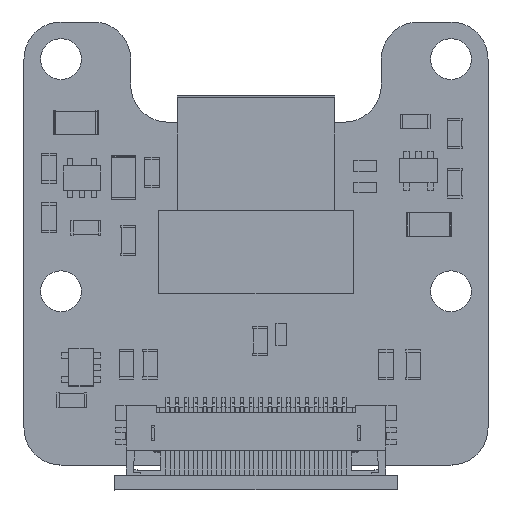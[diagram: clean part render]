
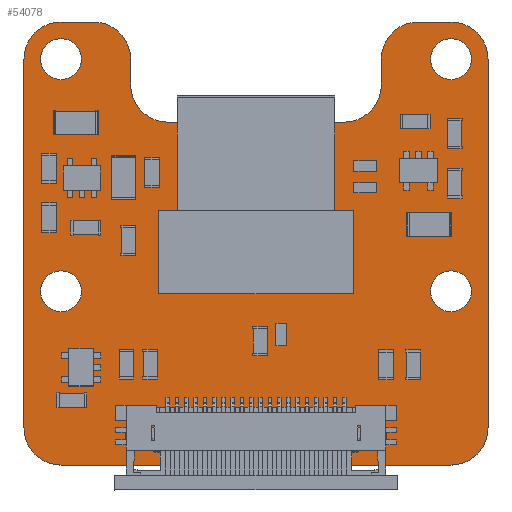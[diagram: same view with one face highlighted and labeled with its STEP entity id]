
A CAD part, top view. The second image highlights one B-rep face of the part: STEP entity #54078.
In plain terms, the highlighted planar face has unit normal (0, 0, 1).
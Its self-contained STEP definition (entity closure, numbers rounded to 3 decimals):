
#53405 = VERTEX_POINT('',#53406);
#53406 = CARTESIAN_POINT('',(-12.5,-9.931,0.));
#53412 = EDGE_CURVE('',#53405,#53413,#53415,.T.);
#53413 = VERTEX_POINT('',#53414);
#53414 = CARTESIAN_POINT('',(-10.5,-11.931,0.));
#53415 = CIRCLE('',#53416,2.001);
#53416 = AXIS2_PLACEMENT_3D('',#53417,#53418,#53419);
#53417 = CARTESIAN_POINT('',(-10.499,-9.93,0.));
#53418 = DIRECTION('',(0.,0.,1.));
#53419 = DIRECTION('',(-1.,0.,0.));
#53445 = EDGE_CURVE('',#53413,#53446,#53448,.T.);
#53446 = VERTEX_POINT('',#53447);
#53447 = CARTESIAN_POINT('',(10.5,-11.931,0.));
#53448 = LINE('',#53449,#53450);
#53449 = CARTESIAN_POINT('',(-10.5,-11.931,0.));
#53450 = VECTOR('',#53451,1.);
#53451 = DIRECTION('',(1.,0.,0.));
#53476 = EDGE_CURVE('',#53446,#53477,#53479,.T.);
#53477 = VERTEX_POINT('',#53478);
#53478 = CARTESIAN_POINT('',(12.5,-9.931,0.));
#53479 = CIRCLE('',#53480,2.001);
#53480 = AXIS2_PLACEMENT_3D('',#53481,#53482,#53483);
#53481 = CARTESIAN_POINT('',(10.499,-9.93,0.));
#53482 = DIRECTION('',(0.,0.,1.));
#53483 = DIRECTION('',(0.,-1.,0.));
#53509 = EDGE_CURVE('',#53477,#53510,#53512,.T.);
#53510 = VERTEX_POINT('',#53511);
#53511 = CARTESIAN_POINT('',(12.5,9.931,0.));
#53512 = LINE('',#53513,#53514);
#53513 = CARTESIAN_POINT('',(12.5,-9.931,0.));
#53514 = VECTOR('',#53515,1.);
#53515 = DIRECTION('',(0.,1.,0.));
#53540 = EDGE_CURVE('',#53510,#53541,#53543,.T.);
#53541 = VERTEX_POINT('',#53542);
#53542 = CARTESIAN_POINT('',(10.5,11.931,0.));
#53543 = CIRCLE('',#53544,2.001);
#53544 = AXIS2_PLACEMENT_3D('',#53545,#53546,#53547);
#53545 = CARTESIAN_POINT('',(10.499,9.93,0.));
#53546 = DIRECTION('',(0.,0.,1.));
#53547 = DIRECTION('',(1.,0.,0.));
#53573 = EDGE_CURVE('',#53541,#53574,#53576,.T.);
#53574 = VERTEX_POINT('',#53575);
#53575 = CARTESIAN_POINT('',(8.75,11.931,0.));
#53576 = LINE('',#53577,#53578);
#53577 = CARTESIAN_POINT('',(10.5,11.931,0.));
#53578 = VECTOR('',#53579,1.);
#53579 = DIRECTION('',(-1.,0.,0.));
#53604 = EDGE_CURVE('',#53574,#53605,#53607,.T.);
#53605 = VERTEX_POINT('',#53606);
#53606 = CARTESIAN_POINT('',(6.75,9.931,0.));
#53607 = CIRCLE('',#53608,2.001);
#53608 = AXIS2_PLACEMENT_3D('',#53609,#53610,#53611);
#53609 = CARTESIAN_POINT('',(8.751,9.93,0.));
#53610 = DIRECTION('',(0.,0.,1.));
#53611 = DIRECTION('',(0.,1.,0.));
#53637 = EDGE_CURVE('',#53605,#53638,#53640,.T.);
#53638 = VERTEX_POINT('',#53639);
#53639 = CARTESIAN_POINT('',(6.75,8.535,0.));
#53640 = LINE('',#53641,#53642);
#53641 = CARTESIAN_POINT('',(6.75,9.931,0.));
#53642 = VECTOR('',#53643,1.);
#53643 = DIRECTION('',(0.,-1.,0.));
#53668 = EDGE_CURVE('',#53638,#53669,#53671,.T.);
#53669 = VERTEX_POINT('',#53670);
#53670 = CARTESIAN_POINT('',(4.75,6.535,0.));
#53671 = CIRCLE('',#53672,2.001);
#53672 = AXIS2_PLACEMENT_3D('',#53673,#53674,#53675);
#53673 = CARTESIAN_POINT('',(4.749,8.536,0.));
#53674 = DIRECTION('',(0.,0.,-1.));
#53675 = DIRECTION('',(1.,0.,0.));
#53701 = EDGE_CURVE('',#53669,#53702,#53704,.T.);
#53702 = VERTEX_POINT('',#53703);
#53703 = CARTESIAN_POINT('',(-4.75,6.535,0.));
#53704 = LINE('',#53705,#53706);
#53705 = CARTESIAN_POINT('',(4.75,6.535,0.));
#53706 = VECTOR('',#53707,1.);
#53707 = DIRECTION('',(-1.,0.,0.));
#53732 = EDGE_CURVE('',#53702,#53733,#53735,.T.);
#53733 = VERTEX_POINT('',#53734);
#53734 = CARTESIAN_POINT('',(-6.75,8.535,0.));
#53735 = CIRCLE('',#53736,2.001);
#53736 = AXIS2_PLACEMENT_3D('',#53737,#53738,#53739);
#53737 = CARTESIAN_POINT('',(-4.749,8.536,0.));
#53738 = DIRECTION('',(0.,0.,-1.));
#53739 = DIRECTION('',(0.,-1.,0.));
#53765 = EDGE_CURVE('',#53733,#53766,#53768,.T.);
#53766 = VERTEX_POINT('',#53767);
#53767 = CARTESIAN_POINT('',(-6.75,9.931,0.));
#53768 = LINE('',#53769,#53770);
#53769 = CARTESIAN_POINT('',(-6.75,8.535,0.));
#53770 = VECTOR('',#53771,1.);
#53771 = DIRECTION('',(0.,1.,0.));
#53796 = EDGE_CURVE('',#53766,#53797,#53799,.T.);
#53797 = VERTEX_POINT('',#53798);
#53798 = CARTESIAN_POINT('',(-8.745,11.931,0.));
#53799 = CIRCLE('',#53800,2.001);
#53800 = AXIS2_PLACEMENT_3D('',#53801,#53802,#53803);
#53801 = CARTESIAN_POINT('',(-8.751,9.93,0.));
#53802 = DIRECTION('',(0.,0.,1.));
#53803 = DIRECTION('',(1.,0.,0.));
#53829 = EDGE_CURVE('',#53797,#53830,#53832,.T.);
#53830 = VERTEX_POINT('',#53831);
#53831 = CARTESIAN_POINT('',(-10.5,11.931,0.));
#53832 = LINE('',#53833,#53834);
#53833 = CARTESIAN_POINT('',(-8.745,11.931,0.));
#53834 = VECTOR('',#53835,1.);
#53835 = DIRECTION('',(-1.,0.,0.));
#53860 = EDGE_CURVE('',#53830,#53861,#53863,.T.);
#53861 = VERTEX_POINT('',#53862);
#53862 = CARTESIAN_POINT('',(-12.5,9.931,0.));
#53863 = CIRCLE('',#53864,2.001);
#53864 = AXIS2_PLACEMENT_3D('',#53865,#53866,#53867);
#53865 = CARTESIAN_POINT('',(-10.499,9.93,0.));
#53866 = DIRECTION('',(0.,0.,1.));
#53867 = DIRECTION('',(0.,1.,0.));
#53893 = EDGE_CURVE('',#53861,#53405,#53894,.T.);
#53894 = LINE('',#53895,#53896);
#53895 = CARTESIAN_POINT('',(-12.5,9.931,0.));
#53896 = VECTOR('',#53897,1.);
#53897 = DIRECTION('',(0.,-1.,0.));
#53917 = VERTEX_POINT('',#53918);
#53918 = CARTESIAN_POINT('',(-9.4,-2.569,0.));
#53924 = EDGE_CURVE('',#53917,#53917,#53925,.T.);
#53925 = CIRCLE('',#53926,1.1);
#53926 = AXIS2_PLACEMENT_3D('',#53927,#53928,#53929);
#53927 = CARTESIAN_POINT('',(-10.5,-2.569,0.));
#53928 = DIRECTION('',(0.,0.,1.));
#53929 = DIRECTION('',(1.,0.,0.));
#53950 = VERTEX_POINT('',#53951);
#53951 = CARTESIAN_POINT('',(-9.4,9.931,0.));
#53957 = EDGE_CURVE('',#53950,#53950,#53958,.T.);
#53958 = CIRCLE('',#53959,1.1);
#53959 = AXIS2_PLACEMENT_3D('',#53960,#53961,#53962);
#53960 = CARTESIAN_POINT('',(-10.5,9.931,0.));
#53961 = DIRECTION('',(0.,0.,1.));
#53962 = DIRECTION('',(1.,0.,0.));
#53983 = VERTEX_POINT('',#53984);
#53984 = CARTESIAN_POINT('',(11.6,-2.569,0.));
#53990 = EDGE_CURVE('',#53983,#53983,#53991,.T.);
#53991 = CIRCLE('',#53992,1.1);
#53992 = AXIS2_PLACEMENT_3D('',#53993,#53994,#53995);
#53993 = CARTESIAN_POINT('',(10.5,-2.569,0.));
#53994 = DIRECTION('',(0.,0.,1.));
#53995 = DIRECTION('',(1.,0.,0.));
#54016 = VERTEX_POINT('',#54017);
#54017 = CARTESIAN_POINT('',(11.6,9.931,0.));
#54023 = EDGE_CURVE('',#54016,#54016,#54024,.T.);
#54024 = CIRCLE('',#54025,1.1);
#54025 = AXIS2_PLACEMENT_3D('',#54026,#54027,#54028);
#54026 = CARTESIAN_POINT('',(10.5,9.931,0.));
#54027 = DIRECTION('',(0.,0.,1.));
#54028 = DIRECTION('',(1.,0.,0.));
#54078 = ADVANCED_FACE('',(#54079,#54097,#54100,#54103,#54106),#54109,
  .F.);
#54079 = FACE_BOUND('',#54080,.T.);
#54080 = EDGE_LOOP('',(#54081,#54082,#54083,#54084,#54085,#54086,#54087,
    #54088,#54089,#54090,#54091,#54092,#54093,#54094,#54095,#54096));
#54081 = ORIENTED_EDGE('',*,*,#53412,.T.);
#54082 = ORIENTED_EDGE('',*,*,#53445,.T.);
#54083 = ORIENTED_EDGE('',*,*,#53476,.T.);
#54084 = ORIENTED_EDGE('',*,*,#53509,.T.);
#54085 = ORIENTED_EDGE('',*,*,#53540,.T.);
#54086 = ORIENTED_EDGE('',*,*,#53573,.T.);
#54087 = ORIENTED_EDGE('',*,*,#53604,.T.);
#54088 = ORIENTED_EDGE('',*,*,#53637,.T.);
#54089 = ORIENTED_EDGE('',*,*,#53668,.T.);
#54090 = ORIENTED_EDGE('',*,*,#53701,.T.);
#54091 = ORIENTED_EDGE('',*,*,#53732,.T.);
#54092 = ORIENTED_EDGE('',*,*,#53765,.T.);
#54093 = ORIENTED_EDGE('',*,*,#53796,.T.);
#54094 = ORIENTED_EDGE('',*,*,#53829,.T.);
#54095 = ORIENTED_EDGE('',*,*,#53860,.T.);
#54096 = ORIENTED_EDGE('',*,*,#53893,.T.);
#54097 = FACE_BOUND('',#54098,.F.);
#54098 = EDGE_LOOP('',(#54099));
#54099 = ORIENTED_EDGE('',*,*,#53924,.T.);
#54100 = FACE_BOUND('',#54101,.F.);
#54101 = EDGE_LOOP('',(#54102));
#54102 = ORIENTED_EDGE('',*,*,#53957,.T.);
#54103 = FACE_BOUND('',#54104,.F.);
#54104 = EDGE_LOOP('',(#54105));
#54105 = ORIENTED_EDGE('',*,*,#53990,.T.);
#54106 = FACE_BOUND('',#54107,.F.);
#54107 = EDGE_LOOP('',(#54108));
#54108 = ORIENTED_EDGE('',*,*,#54023,.T.);
#54109 = PLANE('',#54110);
#54110 = AXIS2_PLACEMENT_3D('',#54111,#54112,#54113);
#54111 = CARTESIAN_POINT('',(-12.5,-9.931,0.));
#54112 = DIRECTION('',(0.,0.,-1.));
#54113 = DIRECTION('',(-1.,0.,0.));
